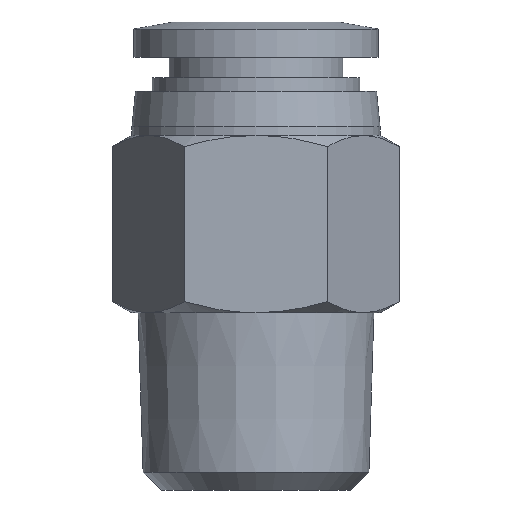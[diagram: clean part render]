
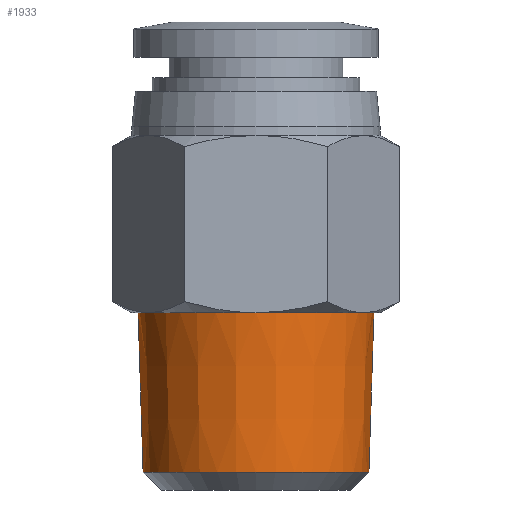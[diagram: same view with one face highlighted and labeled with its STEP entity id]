
A CAD part, front view. The second image highlights one B-rep face of the part: STEP entity #1933.
In plain terms, the highlighted conical face has half-angle 1.79 degrees and reference radius 6.65 mm.
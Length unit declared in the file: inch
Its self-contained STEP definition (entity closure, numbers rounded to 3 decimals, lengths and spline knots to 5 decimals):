
#72 = CARTESIAN_POINT ( 'NONE',  ( 0.25074, 0., -0.35435 ) ) ;
#275 = DIRECTION ( 'NONE',  ( 0., 0., 1. ) ) ;
#289 = CARTESIAN_POINT ( 'NONE',  ( -0.25074, 0., -0.35435 ) ) ;
#300 = DIRECTION ( 'NONE',  ( 1., 0., 0. ) ) ;
#309 = DIRECTION ( 'NONE',  ( 0., 0., -1. ) ) ;
#318 = CARTESIAN_POINT ( 'NONE',  ( 0., 0., 0. ) ) ;
#348 = AXIS2_PLACEMENT_3D ( 'NONE', #1688, #275, #617 ) ;
#396 = VERTEX_POINT ( 'NONE', #72 ) ;
#569 = AXIS2_PLACEMENT_3D ( 'NONE', #624, #1881, #807 ) ;
#611 = EDGE_CURVE ( 'NONE', #971, #693, #618, .T. ) ;
#617 = DIRECTION ( 'NONE',  ( 1., 0., 0. ) ) ;
#618 = LINE ( 'NONE', #1934, #1783 ) ;
#624 = CARTESIAN_POINT ( 'NONE',  ( 0., 0., -0.35435 ) ) ;
#660 = AXIS2_PLACEMENT_3D ( 'NONE', #318, #309, #300 ) ;
#663 = ORIENTED_EDGE ( 'NONE', *, *, #773, .T. ) ;
#693 = VERTEX_POINT ( 'NONE', #1418 ) ;
#773 = EDGE_CURVE ( 'NONE', #396, #1343, #898, .T. ) ;
#807 = DIRECTION ( 'NONE',  ( 1., 0., 0. ) ) ;
#898 = LINE ( 'NONE', #1183, #1431 ) ;
#930 = EDGE_CURVE ( 'NONE', #1343, #693, #1149, .T. ) ;
#971 = VERTEX_POINT ( 'NONE', #289 ) ;
#1149 = CIRCLE ( 'NONE', #660, 0.26181 ) ;
#1153 = DIRECTION ( 'NONE',  ( 0.031, 0., 1. ) ) ;
#1160 = CARTESIAN_POINT ( 'NONE',  ( 0.26181, 0., 0. ) ) ;
#1183 = CARTESIAN_POINT ( 'NONE',  ( 0.26181, 0., 0. ) ) ;
#1291 = EDGE_LOOP ( 'NONE', ( #1682, #2046, #663, #1346 ) ) ;
#1343 = VERTEX_POINT ( 'NONE', #1160 ) ;
#1346 = ORIENTED_EDGE ( 'NONE', *, *, #930, .T. ) ;
#1384 = CONICAL_SURFACE ( 'NONE', #348, 0.26181, 0.031 ) ;
#1409 = CIRCLE ( 'NONE', #569, 0.25074 ) ;
#1418 = CARTESIAN_POINT ( 'NONE',  ( -0.26181, 0., 0. ) ) ;
#1431 = VECTOR ( 'NONE', #1153, 39.37008 ) ;
#1495 = FACE_OUTER_BOUND ( 'NONE', #1291, .T. ) ;
#1682 = ORIENTED_EDGE ( 'NONE', *, *, #611, .F. ) ;
#1688 = CARTESIAN_POINT ( 'NONE',  ( 0., 0., 0. ) ) ;
#1783 = VECTOR ( 'NONE', #1951, 39.37008 ) ;
#1881 = DIRECTION ( 'NONE',  ( 0., 0., -1. ) ) ;
#1933 = ADVANCED_FACE ( 'NONE', ( #1495 ), #1384, .T. ) ;
#1934 = CARTESIAN_POINT ( 'NONE',  ( -0.26181, 0., 0. ) ) ;
#1951 = DIRECTION ( 'NONE',  ( -0.031, 0., 1. ) ) ;
#2008 = EDGE_CURVE ( 'NONE', #396, #971, #1409, .T. ) ;
#2046 = ORIENTED_EDGE ( 'NONE', *, *, #2008, .F. ) ;
